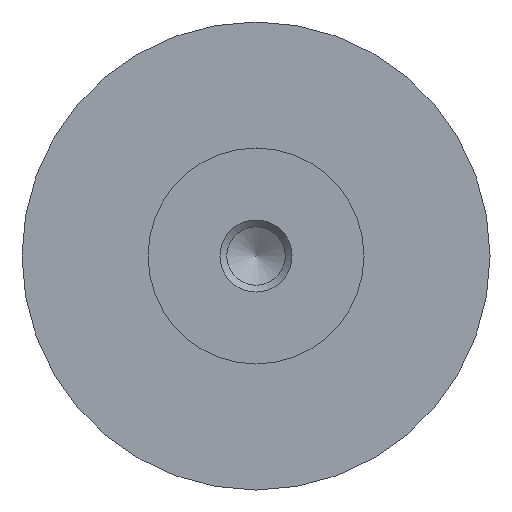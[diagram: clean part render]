
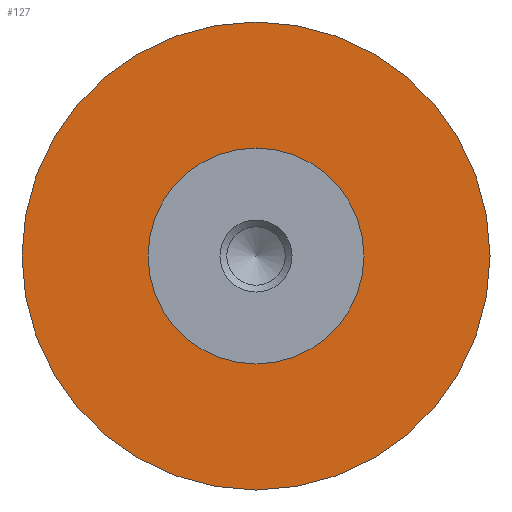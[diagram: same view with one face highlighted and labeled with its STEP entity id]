
A CAD part, left-side view. The second image highlights one B-rep face of the part: STEP entity #127.
In plain terms, the highlighted planar face has unit normal (-1, 0, 0).
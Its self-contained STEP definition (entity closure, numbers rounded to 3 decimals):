
#15=FACE_BOUND('',#51,.T.);
#33=PLANE('',#164);
#41=FACE_OUTER_BOUND('',#50,.T.);
#50=EDGE_LOOP('',(#112));
#51=EDGE_LOOP('',(#113));
#59=CIRCLE('',#157,13.);
#63=CIRCLE('',#165,6.);
#68=VERTEX_POINT('',#225);
#73=VERTEX_POINT('',#242);
#79=EDGE_CURVE('',#68,#68,#59,.T.);
#87=EDGE_CURVE('',#73,#73,#63,.T.);
#112=ORIENTED_EDGE('',*,*,#79,.T.);
#113=ORIENTED_EDGE('',*,*,#87,.F.);
#127=ADVANCED_FACE('',(#41,#15),#33,.T.);
#157=AXIS2_PLACEMENT_3D('',#226,#185,#186);
#164=AXIS2_PLACEMENT_3D('',#241,#203,#204);
#165=AXIS2_PLACEMENT_3D('',#243,#205,#206);
#185=DIRECTION('center_axis',(-1.,0.,0.));
#186=DIRECTION('ref_axis',(0.,-1.,0.));
#203=DIRECTION('center_axis',(-1.,0.,0.));
#204=DIRECTION('ref_axis',(0.,0.,1.));
#205=DIRECTION('center_axis',(-1.,0.,0.));
#206=DIRECTION('ref_axis',(0.,-1.,0.));
#225=CARTESIAN_POINT('',(14.841,25.918,0.));
#226=CARTESIAN_POINT('Origin',(14.841,12.918,0.));
#241=CARTESIAN_POINT('Origin',(14.841,3.418,0.));
#242=CARTESIAN_POINT('',(14.841,18.918,0.));
#243=CARTESIAN_POINT('Origin',(14.841,12.918,0.));
